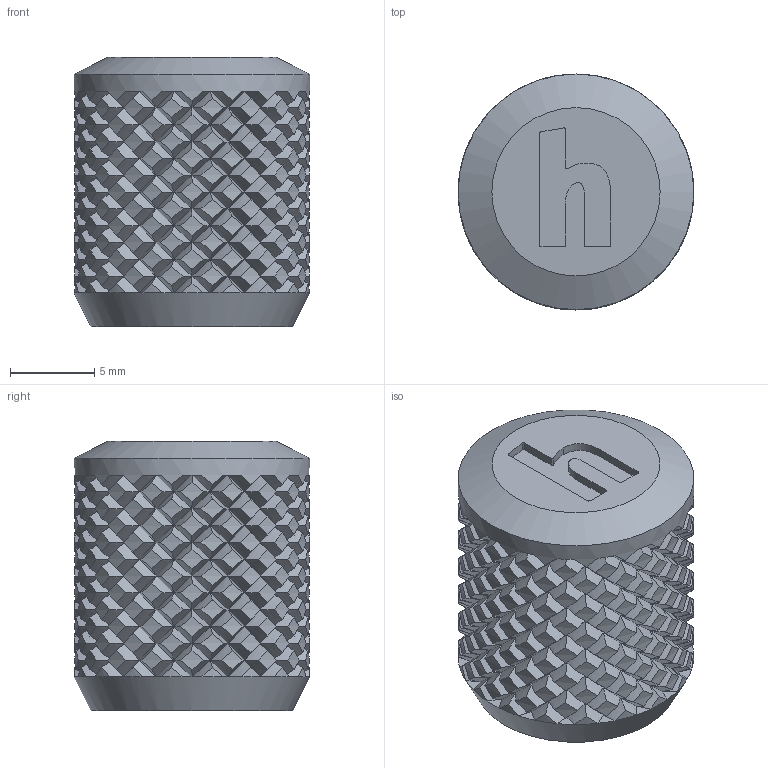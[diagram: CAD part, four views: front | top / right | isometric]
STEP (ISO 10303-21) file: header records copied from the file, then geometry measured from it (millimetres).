
FILE_DESCRIPTION(/* description */ ('','CAx-IF Rec.Pracs.---Representation and Presentation of Product Manufacturing Information (PMI)---4.0---2014-10-13'),/* implementation_level */ '2;1');
FILE_NAME(/* name */ 'knurled_knob v8.step',/* time_stamp */ '2025-02-18T00:37:07-08:00',/* author */ (''),/* organization */ (''),/* preprocessor_version */ 'ST-DEVELOPER v20',/* originating_system */ 'Autodesk Translation Framework v13.20.0.188',/* authorisation */ '');
FILE_SCHEMA (('AP242_MANAGED_MODEL_BASED_3D_ENGINEERING_MIM_LF { 1 0 10303 442 1 1 4 }'));
Length unit declared in the file: millimetre
Products named in the file (1): knurled_knob
Bounding box: 14 x 14 x 16 mm (x, y, z)
Volume: 1632 mm3; surface area: 1779.3 mm2
Topology: 1 solids, 1 shells, 1146 faces, 2324 edges, 1183 vertices
Faces by surface type: bspline 875, cylinder 219, plane 50, cone 2
Full cylindrical faces by diameter (mm): 9 x1, 14 x1
Entity records: 42144 total; most frequent: CARTESIAN_POINT 25980, ORIENTED_EDGE 4648, EDGE_CURVE 2324, B_SPLINE_CURVE_WITH_KNOTS 2196, VERTEX_POINT 1183, EDGE_LOOP 1149, FACE_OUTER_BOUND 1146, ADVANCED_FACE 1146
